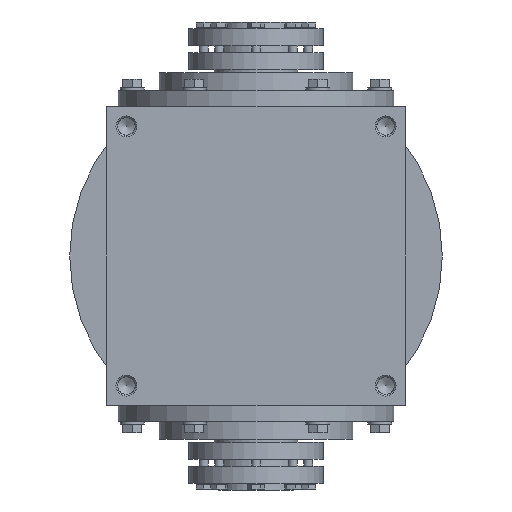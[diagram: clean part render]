
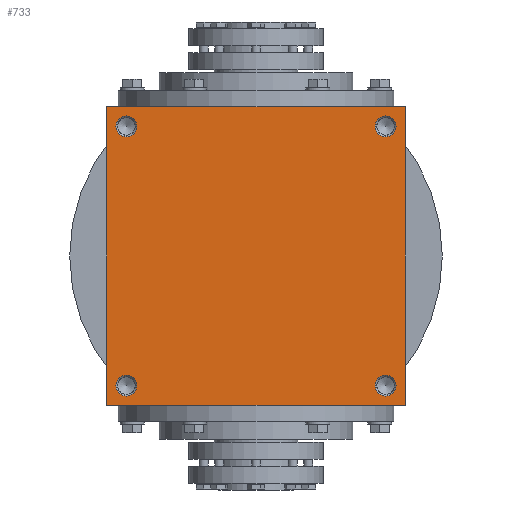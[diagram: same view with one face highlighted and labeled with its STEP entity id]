
A CAD part, left-side view. The second image highlights one B-rep face of the part: STEP entity #733.
In plain terms, the highlighted face is planar.
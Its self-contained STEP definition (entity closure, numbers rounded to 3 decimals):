
#733 = ADVANCED_FACE( '', ( #1598, #1599, #1600, #1601, #1602 ), #1603, .F. );
#1598 = FACE_BOUND( '', #2794, .T. );
#1599 = FACE_BOUND( '', #2795, .T. );
#1600 = FACE_BOUND( '', #2796, .T. );
#1601 = FACE_BOUND( '', #2797, .T. );
#1602 = FACE_OUTER_BOUND( '', #2798, .T. );
#1603 = PLANE( '', #2799 );
#2794 = EDGE_LOOP( '', ( #4256 ) );
#2795 = EDGE_LOOP( '', ( #4257 ) );
#2796 = EDGE_LOOP( '', ( #4258 ) );
#2797 = EDGE_LOOP( '', ( #4259 ) );
#2798 = EDGE_LOOP( '', ( #4260, #4261, #4262, #4263 ) );
#2799 = AXIS2_PLACEMENT_3D( '', #4264, #4265, #4266 );
#4256 = ORIENTED_EDGE( '', *, *, #6469, .F. );
#4257 = ORIENTED_EDGE( '', *, *, #6275, .T. );
#4258 = ORIENTED_EDGE( '', *, *, #6470, .F. );
#4259 = ORIENTED_EDGE( '', *, *, #6471, .T. );
#4260 = ORIENTED_EDGE( '', *, *, #6472, .F. );
#4261 = ORIENTED_EDGE( '', *, *, #6473, .F. );
#4262 = ORIENTED_EDGE( '', *, *, #6247, .F. );
#4263 = ORIENTED_EDGE( '', *, *, #6297, .F. );
#4264 = CARTESIAN_POINT( '', ( 0., 0., -100. ) );
#4265 = DIRECTION( '', ( 0., 0., 1. ) );
#4266 = DIRECTION( '', ( 1., 0., 0. ) );
#6247 = EDGE_CURVE( '', #7231, #7232, #7233, .T. );
#6275 = EDGE_CURVE( '', #7282, #7282, #7283, .T. );
#6297 = EDGE_CURVE( '', #7318, #7231, #7319, .T. );
#6469 = EDGE_CURVE( '', #7593, #7593, #7594, .T. );
#6470 = EDGE_CURVE( '', #7595, #7595, #7596, .T. );
#6471 = EDGE_CURVE( '', #7597, #7597, #7598, .T. );
#6472 = EDGE_CURVE( '', #7599, #7318, #7600, .T. );
#6473 = EDGE_CURVE( '', #7232, #7599, #7601, .T. );
#7231 = VERTEX_POINT( '', #8628 );
#7232 = VERTEX_POINT( '', #8629 );
#7233 = LINE( '', #8630, #8631 );
#7282 = VERTEX_POINT( '', #8696 );
#7283 = CIRCLE( '', #8697, 7. );
#7318 = VERTEX_POINT( '', #8745 );
#7319 = LINE( '', #8746, #8747 );
#7593 = VERTEX_POINT( '', #9174 );
#7594 = CIRCLE( '', #9175, 7. );
#7595 = VERTEX_POINT( '', #9176 );
#7596 = CIRCLE( '', #9177, 7. );
#7597 = VERTEX_POINT( '', #9178 );
#7598 = CIRCLE( '', #9179, 7. );
#7599 = VERTEX_POINT( '', #9180 );
#7600 = LINE( '', #9181, #9182 );
#7601 = LINE( '', #9183, #9184 );
#8628 = CARTESIAN_POINT( '', ( 100., -100., -100. ) );
#8629 = CARTESIAN_POINT( '', ( 100., 100., -100. ) );
#8630 = CARTESIAN_POINT( '', ( 100., -100., -100. ) );
#8631 = VECTOR( '', #10602, 1000. );
#8696 = CARTESIAN_POINT( '', ( 94., 87., -100. ) );
#8697 = AXIS2_PLACEMENT_3D( '', #10651, #10652, #10653 );
#8745 = CARTESIAN_POINT( '', ( -100., -100., -100. ) );
#8746 = CARTESIAN_POINT( '', ( -100., -100., -100. ) );
#8747 = VECTOR( '', #10687, 1000. );
#9174 = CARTESIAN_POINT( '', ( -94., 87., -100. ) );
#9175 = AXIS2_PLACEMENT_3D( '', #10929, #10930, #10931 );
#9176 = CARTESIAN_POINT( '', ( -94., -87., -100. ) );
#9177 = AXIS2_PLACEMENT_3D( '', #10932, #10933, #10934 );
#9178 = CARTESIAN_POINT( '', ( 94., -87., -100. ) );
#9179 = AXIS2_PLACEMENT_3D( '', #10935, #10936, #10937 );
#9180 = CARTESIAN_POINT( '', ( -100., 100., -100. ) );
#9181 = CARTESIAN_POINT( '', ( -100., 100., -100. ) );
#9182 = VECTOR( '', #10938, 1000. );
#9183 = CARTESIAN_POINT( '', ( 100., 100., -100. ) );
#9184 = VECTOR( '', #10939, 1000. );
#10602 = DIRECTION( '', ( 0., 1., 0. ) );
#10651 = CARTESIAN_POINT( '', ( 87., 87., -100. ) );
#10652 = DIRECTION( '', ( 0., 0., 1. ) );
#10653 = DIRECTION( '', ( 1., 0., 0. ) );
#10687 = DIRECTION( '', ( 1., 0., 0. ) );
#10929 = CARTESIAN_POINT( '', ( -87., 87., -100. ) );
#10930 = DIRECTION( '', ( 0., 0., -1. ) );
#10931 = DIRECTION( '', ( -1., 0., 0. ) );
#10932 = CARTESIAN_POINT( '', ( -87., -87., -100. ) );
#10933 = DIRECTION( '', ( 0., 0., -1. ) );
#10934 = DIRECTION( '', ( -1., 0., 0. ) );
#10935 = CARTESIAN_POINT( '', ( 87., -87., -100. ) );
#10936 = DIRECTION( '', ( 0., 0., 1. ) );
#10937 = DIRECTION( '', ( 1., 0., 0. ) );
#10938 = DIRECTION( '', ( 0., -1., 0. ) );
#10939 = DIRECTION( '', ( -1., 0., 0. ) );
